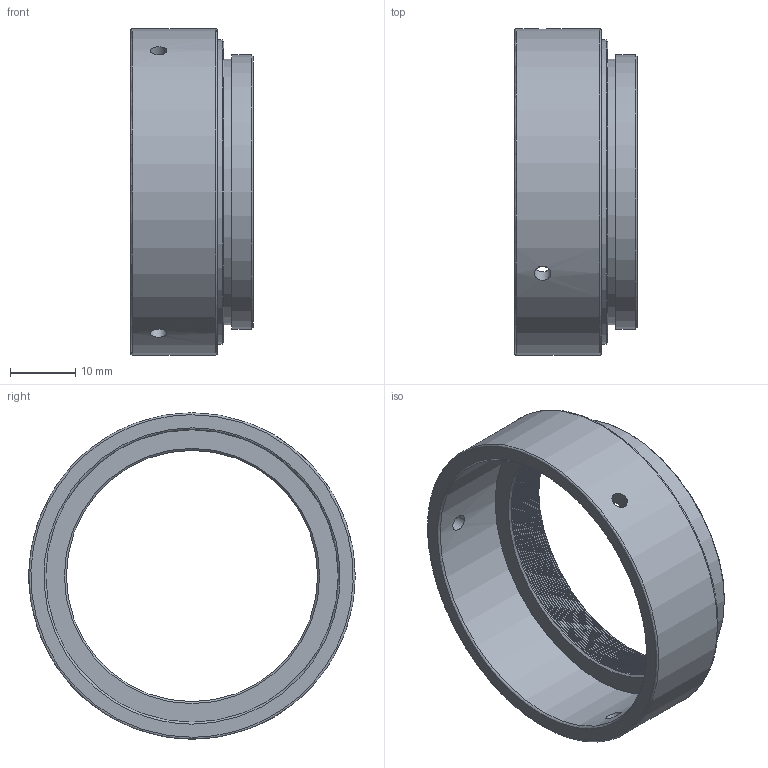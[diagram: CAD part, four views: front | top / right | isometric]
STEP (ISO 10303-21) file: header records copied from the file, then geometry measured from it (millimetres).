
FILE_DESCRIPTION (( 'STEP AP203' ), '1' );
FILE_NAME ('693039.STEP', '2025-12-22T02:20:50', ( 'Windows User' ), ( 'P R C' ), 'SwSTEP 2.0', 'SolidWorks 2020', '' );
FILE_SCHEMA (( 'CONFIG_CONTROL_DESIGN' ));
Length unit declared in the file: millimetre
Products named in the file (1): 693039
Bounding box: 18.8 x 50 x 50 mm (x, y, z)
Volume: 6889.8 mm3; surface area: 7492.4 mm2
Topology: 1 solids, 1 shells, 51 faces, 92 edges, 61 vertices
Faces by surface type: plane 20, cone 18, cylinder 10, bspline 3
Full cylindrical faces by diameter (mm): 2.5 x3, 38.5 x2, 40.7 x1, 42 x1, 44.8 x1, 46.6 x1, 50 x1
Entity records: 1420 total; most frequent: CARTESIAN_POINT 463, DIRECTION 188, ORIENTED_EDGE 114, EDGE_LOOP 108, AXIS2_PLACEMENT_3D 94, FACE_OUTER_BOUND 64, EDGE_CURVE 57, VERTEX_POINT 57
